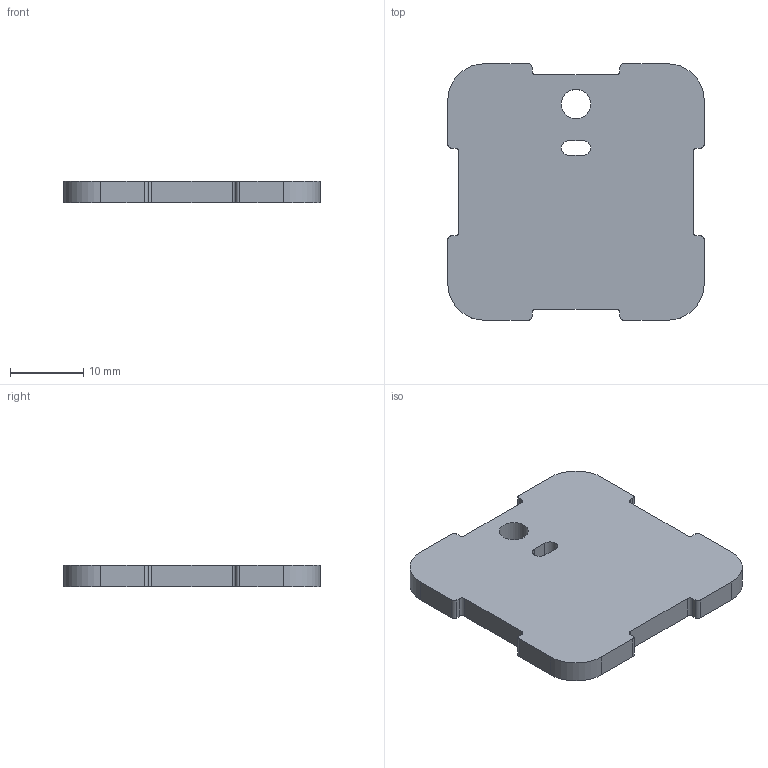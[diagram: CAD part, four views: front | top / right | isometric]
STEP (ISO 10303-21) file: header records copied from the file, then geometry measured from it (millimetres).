
FILE_DESCRIPTION(/* description */ (''),/* implementation_level */ '2;1');
FILE_NAME(/* name */ 'Aft Endcap Outer.stp',/* time_stamp */ '2015-01-16T15:51:37-08:00',/* author */ ('Evil Brian'),/* organization */ (''),/* preprocessor_version */ 'ST-DEVELOPER v15.6',/* originating_system */ 'Autodesk Inventor 2015',/* authorisation */ '');
FILE_SCHEMA (('AUTOMOTIVE_DESIGN { 1 0 10303 214 3 1 1 }'));
Length unit declared in the file: millimetre
Products named in the file (1): Aft Endcap Outer
Bounding box: 35 x 35 x 3 mm (x, y, z)
Volume: 3335.5 mm3; surface area: 2712.2 mm2
Topology: 1 solids, 1 shells, 47 faces, 135 edges, 90 vertices
Faces by surface type: plane 24, cylinder 23
Full cylindrical faces by diameter (mm): 4 x1
Entity records: 1582 total; most frequent: DIRECTION 276, CARTESIAN_POINT 272, ORIENTED_EDGE 268, EDGE_CURVE 134, AXIS2_PLACEMENT_3D 94, VERTEX_POINT 90, LINE 88, VECTOR 88
